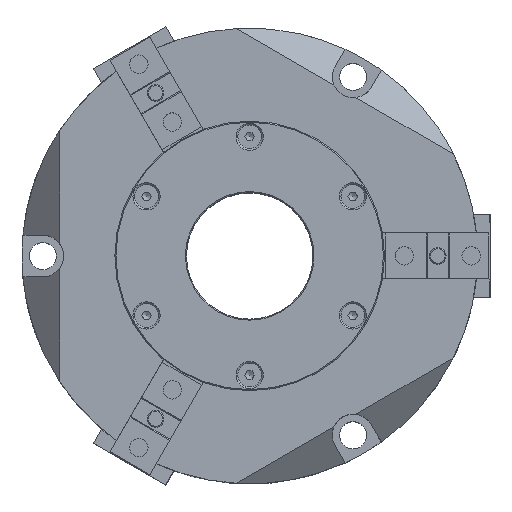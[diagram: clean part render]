
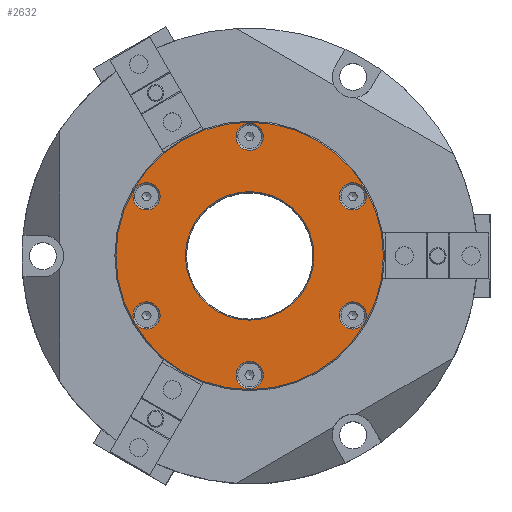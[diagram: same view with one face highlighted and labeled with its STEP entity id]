
A CAD part, top view. The second image highlights one B-rep face of the part: STEP entity #2632.
In plain terms, the highlighted planar face has unit normal (0, 0, 1).
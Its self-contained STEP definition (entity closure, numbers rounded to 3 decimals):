
#495=PLANE('',#3065);
#597=FACE_BOUND('',#1025,.T.);
#598=FACE_BOUND('',#1026,.T.);
#599=FACE_BOUND('',#1027,.T.);
#600=FACE_BOUND('',#1028,.T.);
#601=FACE_BOUND('',#1029,.T.);
#602=FACE_BOUND('',#1030,.T.);
#603=FACE_BOUND('',#1031,.T.);
#792=FACE_OUTER_BOUND('',#1024,.T.);
#1024=EDGE_LOOP('',(#2283));
#1025=EDGE_LOOP('',(#2284));
#1026=EDGE_LOOP('',(#2285));
#1027=EDGE_LOOP('',(#2286));
#1028=EDGE_LOOP('',(#2287));
#1029=EDGE_LOOP('',(#2288));
#1030=EDGE_LOOP('',(#2289));
#1031=EDGE_LOOP('',(#2290));
#1209=CIRCLE('',#3031,6.5);
#1212=CIRCLE('',#3036,6.5);
#1215=CIRCLE('',#3041,6.5);
#1218=CIRCLE('',#3046,6.5);
#1221=CIRCLE('',#3051,6.5);
#1224=CIRCLE('',#3056,6.5);
#1228=CIRCLE('',#3062,30.75);
#1230=CIRCLE('',#3066,64.);
#1410=VERTEX_POINT('',#4523);
#1413=VERTEX_POINT('',#4531);
#1416=VERTEX_POINT('',#4539);
#1419=VERTEX_POINT('',#4547);
#1422=VERTEX_POINT('',#4555);
#1425=VERTEX_POINT('',#4563);
#1429=VERTEX_POINT('',#4573);
#1431=VERTEX_POINT('',#4579);
#1715=EDGE_CURVE('',#1410,#1410,#1209,.T.);
#1718=EDGE_CURVE('',#1413,#1413,#1212,.T.);
#1721=EDGE_CURVE('',#1416,#1416,#1215,.T.);
#1724=EDGE_CURVE('',#1419,#1419,#1218,.T.);
#1727=EDGE_CURVE('',#1422,#1422,#1221,.T.);
#1730=EDGE_CURVE('',#1425,#1425,#1224,.T.);
#1734=EDGE_CURVE('',#1429,#1429,#1228,.T.);
#1736=EDGE_CURVE('',#1431,#1431,#1230,.T.);
#2283=ORIENTED_EDGE('',*,*,#1736,.F.);
#2284=ORIENTED_EDGE('',*,*,#1715,.T.);
#2285=ORIENTED_EDGE('',*,*,#1718,.T.);
#2286=ORIENTED_EDGE('',*,*,#1721,.T.);
#2287=ORIENTED_EDGE('',*,*,#1724,.T.);
#2288=ORIENTED_EDGE('',*,*,#1727,.T.);
#2289=ORIENTED_EDGE('',*,*,#1730,.T.);
#2290=ORIENTED_EDGE('',*,*,#1734,.F.);
#2632=ADVANCED_FACE('',(#792,#597,#598,#599,#600,#601,#602,#603),#495,.T.);
#3031=AXIS2_PLACEMENT_3D('',#4524,#3675,#3676);
#3036=AXIS2_PLACEMENT_3D('',#4532,#3685,#3686);
#3041=AXIS2_PLACEMENT_3D('',#4540,#3695,#3696);
#3046=AXIS2_PLACEMENT_3D('',#4548,#3705,#3706);
#3051=AXIS2_PLACEMENT_3D('',#4556,#3715,#3716);
#3056=AXIS2_PLACEMENT_3D('',#4564,#3725,#3726);
#3062=AXIS2_PLACEMENT_3D('',#4574,#3737,#3738);
#3065=AXIS2_PLACEMENT_3D('',#4578,#3743,#3744);
#3066=AXIS2_PLACEMENT_3D('',#4580,#3745,#3746);
#3675=DIRECTION('center_axis',(0.,0.,-1.));
#3676=DIRECTION('ref_axis',(1.,0.,0.));
#3685=DIRECTION('center_axis',(0.,0.,-1.));
#3686=DIRECTION('ref_axis',(1.,0.,0.));
#3695=DIRECTION('center_axis',(0.,0.,-1.));
#3696=DIRECTION('ref_axis',(1.,0.,0.));
#3705=DIRECTION('center_axis',(0.,0.,-1.));
#3706=DIRECTION('ref_axis',(1.,0.,0.));
#3715=DIRECTION('center_axis',(0.,0.,-1.));
#3716=DIRECTION('ref_axis',(1.,0.,0.));
#3725=DIRECTION('center_axis',(0.,0.,-1.));
#3726=DIRECTION('ref_axis',(1.,0.,0.));
#3737=DIRECTION('center_axis',(0.,0.,1.));
#3738=DIRECTION('ref_axis',(-1.,0.,0.));
#3743=DIRECTION('center_axis',(0.,0.,1.));
#3744=DIRECTION('ref_axis',(1.,0.,0.));
#3745=DIRECTION('center_axis',(0.,0.,-1.));
#3746=DIRECTION('ref_axis',(-1.,0.,0.));
#4523=CARTESIAN_POINT('',(-42.85,-28.5,6.));
#4524=CARTESIAN_POINT('Origin',(-49.35,-28.5,6.));
#4531=CARTESIAN_POINT('',(55.85,28.5,6.));
#4532=CARTESIAN_POINT('Origin',(49.35,28.5,6.));
#4539=CARTESIAN_POINT('',(6.5,57.,6.));
#4540=CARTESIAN_POINT('Origin',(0.,57.,6.));
#4547=CARTESIAN_POINT('',(6.5,-57.,6.));
#4548=CARTESIAN_POINT('Origin',(0.,-57.,6.));
#4555=CARTESIAN_POINT('',(55.85,-28.5,6.));
#4556=CARTESIAN_POINT('Origin',(49.35,-28.5,6.));
#4563=CARTESIAN_POINT('',(-42.85,28.5,6.));
#4564=CARTESIAN_POINT('Origin',(-49.35,28.5,6.));
#4573=CARTESIAN_POINT('',(30.75,0.,6.));
#4574=CARTESIAN_POINT('Origin',(0.,0.,6.));
#4578=CARTESIAN_POINT('Origin',(0.,0.,
6.));
#4579=CARTESIAN_POINT('',(64.,0.,6.));
#4580=CARTESIAN_POINT('Origin',(0.,0.,6.));
